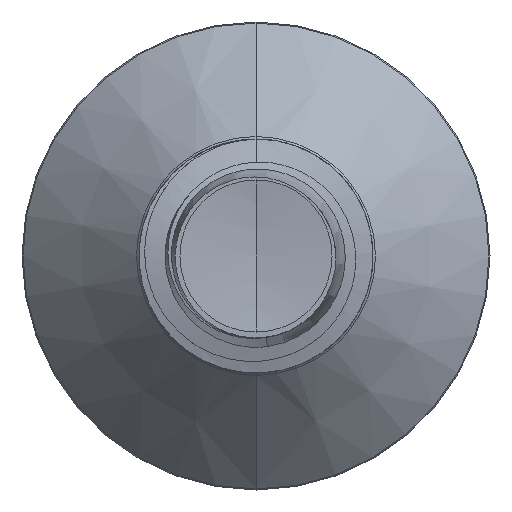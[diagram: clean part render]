
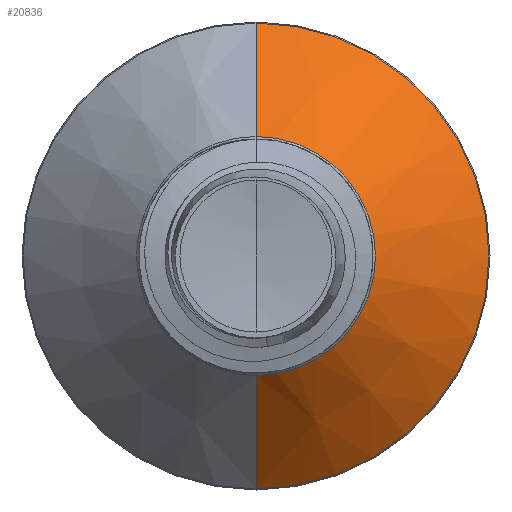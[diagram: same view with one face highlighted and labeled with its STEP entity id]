
A CAD part, front view. The second image highlights one B-rep face of the part: STEP entity #20836.
In plain terms, the highlighted conical face has half-angle 45 degrees and reference radius 2.042 mm.
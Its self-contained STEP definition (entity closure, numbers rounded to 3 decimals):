
#1476 = EDGE_CURVE ( 'NONE', #21133, #16414, #4784, .T. ) ;
#1996 = AXIS2_PLACEMENT_3D ( 'NONE', #14366, #4479, #15999 ) ;
#2099 = EDGE_CURVE ( 'NONE', #5659, #16414, #4115, .T. ) ;
#2448 = LINE ( 'NONE', #7033, #2575 ) ;
#2575 = VECTOR ( 'NONE', #3655, 1000. ) ;
#2911 = AXIS2_PLACEMENT_3D ( 'NONE', #11985, #3701, #16819 ) ;
#3404 = CIRCLE ( 'NONE', #1996, 2.042 ) ;
#3489 = CARTESIAN_POINT ( 'NONE',  ( 0., 6.342, -2.042 ) ) ;
#3655 = DIRECTION ( 'NONE',  ( 0., 0.707, 0.707 ) ) ;
#3701 = DIRECTION ( 'NONE',  ( 0., 1., 0. ) ) ;
#4099 = VECTOR ( 'NONE', #12557, 1000. ) ;
#4115 = LINE ( 'NONE', #15761, #4099 ) ;
#4479 = DIRECTION ( 'NONE',  ( 0., 1., 0. ) ) ;
#4784 = CIRCLE ( 'NONE', #16812, 3.982 ) ;
#5054 = EDGE_CURVE ( 'NONE', #21090, #21133, #2448, .T. ) ;
#5659 = VERTEX_POINT ( 'NONE', #3489 ) ;
#7033 = CARTESIAN_POINT ( 'NONE',  ( 0., 6.342, 2.042 ) ) ;
#9657 = FACE_OUTER_BOUND ( 'NONE', #15807, .T. ) ;
#10288 = DIRECTION ( 'NONE',  ( 0., 1., 0. ) ) ;
#10377 = DIRECTION ( 'NONE',  ( 0., 0., 1. ) ) ;
#11010 = CARTESIAN_POINT ( 'NONE',  ( 0., 8.282, -3.982 ) ) ;
#11985 = CARTESIAN_POINT ( 'NONE',  ( 0., 6.342, 0. ) ) ;
#12557 = DIRECTION ( 'NONE',  ( 0., 0.707, -0.707 ) ) ;
#14366 = CARTESIAN_POINT ( 'NONE',  ( 0., 6.342, 0. ) ) ;
#14779 = EDGE_CURVE ( 'NONE', #21090, #5659, #3404, .T. ) ;
#15761 = CARTESIAN_POINT ( 'NONE',  ( 0., 6.342, -2.042 ) ) ;
#15807 = EDGE_LOOP ( 'NONE', ( #17241, #17122, #17100, #18098 ) ) ;
#15999 = DIRECTION ( 'NONE',  ( 0., 0., 1. ) ) ;
#16414 = VERTEX_POINT ( 'NONE', #11010 ) ;
#16812 = AXIS2_PLACEMENT_3D ( 'NONE', #19918, #10288, #10377 ) ;
#16819 = DIRECTION ( 'NONE',  ( 0., 0., 1. ) ) ;
#17100 = ORIENTED_EDGE ( 'NONE', *, *, #1476, .F. ) ;
#17122 = ORIENTED_EDGE ( 'NONE', *, *, #2099, .T. ) ;
#17241 = ORIENTED_EDGE ( 'NONE', *, *, #14779, .T. ) ;
#18098 = ORIENTED_EDGE ( 'NONE', *, *, #5054, .F. ) ;
#18527 = CARTESIAN_POINT ( 'NONE',  ( 0., 6.342, 2.042 ) ) ;
#19918 = CARTESIAN_POINT ( 'NONE',  ( 0., 8.282, 0. ) ) ;
#20064 = CARTESIAN_POINT ( 'NONE',  ( 0., 8.282, 3.982 ) ) ;
#20393 = CONICAL_SURFACE ( 'NONE', #2911, 2.042, 0.785 ) ;
#20836 = ADVANCED_FACE ( 'NONE', ( #9657 ), #20393, .T. ) ;
#21090 = VERTEX_POINT ( 'NONE', #18527 ) ;
#21133 = VERTEX_POINT ( 'NONE', #20064 ) ;
